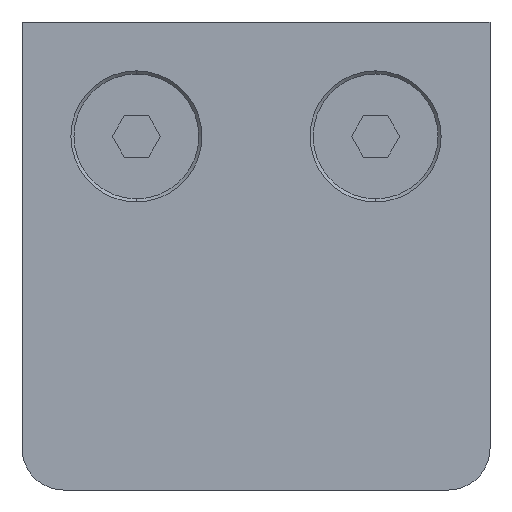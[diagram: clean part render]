
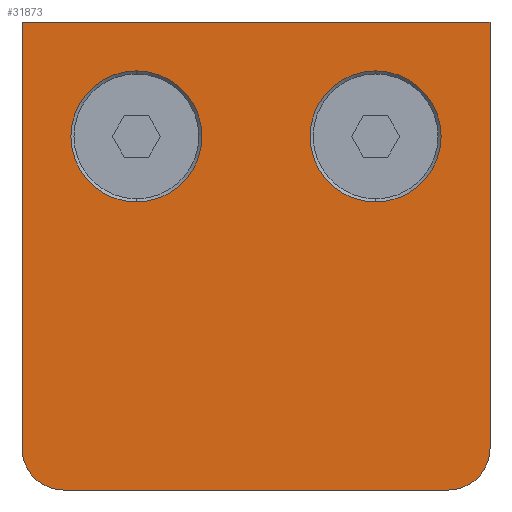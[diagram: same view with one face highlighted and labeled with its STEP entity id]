
A CAD part, front view. The second image highlights one B-rep face of the part: STEP entity #31873.
In plain terms, the highlighted planar face has unit normal (0, -1, 0).
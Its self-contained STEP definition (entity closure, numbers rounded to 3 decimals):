
#16 = VERTEX_POINT ( 'NONE', #10446 ) ;
#371 = EDGE_CURVE ( 'NONE', #32776, #11478, #20748, .T. ) ;
#711 = LINE ( 'NONE', #11124, #22468 ) ;
#1136 = CARTESIAN_POINT ( 'NONE',  ( 11.5, 0.5, -11. ) ) ;
#1258 = EDGE_CURVE ( 'NONE', #11478, #31075, #13299, .T. ) ;
#5782 = DIRECTION ( 'NONE',  ( 0., -1., 0. ) ) ;
#6109 = DIRECTION ( 'NONE',  ( 0., 0., -1. ) ) ;
#6214 = ORIENTED_EDGE ( 'NONE', *, *, #20360, .F. ) ;
#6421 = EDGE_CURVE ( 'NONE', #25874, #32776, #21050, .T. ) ;
#6862 = CIRCLE ( 'NONE', #7379, 6.3 ) ;
#6985 = VECTOR ( 'NONE', #13273, 1000. ) ;
#7178 = CARTESIAN_POINT ( 'NONE',  ( 22.5, 0.5, 0. ) ) ;
#7236 = LINE ( 'NONE', #32437, #31722 ) ;
#7264 = VERTEX_POINT ( 'NONE', #7178 ) ;
#7379 = AXIS2_PLACEMENT_3D ( 'NONE', #32128, #14372, #17022 ) ;
#7472 = DIRECTION ( 'NONE',  ( 0., 0., -1. ) ) ;
#7527 = CARTESIAN_POINT ( 'NONE',  ( -11.5, 0.5, -17.3 ) ) ;
#8280 = EDGE_LOOP ( 'NONE', ( #28878, #11125 ) ) ;
#8584 = CARTESIAN_POINT ( 'NONE',  ( -11.5, 0.5, -11. ) ) ;
#8643 = EDGE_CURVE ( 'NONE', #16, #22237, #8925, .T. ) ;
#8916 = DIRECTION ( 'NONE',  ( 0., -1., 0. ) ) ;
#8925 = CIRCLE ( 'NONE', #27451, 6.3 ) ;
#9095 = CARTESIAN_POINT ( 'NONE',  ( 11.5, 0.5, -17.3 ) ) ;
#9630 = DIRECTION ( 'NONE',  ( 0., 0., -1. ) ) ;
#10024 = AXIS2_PLACEMENT_3D ( 'NONE', #32501, #25173, #7472 ) ;
#10446 = CARTESIAN_POINT ( 'NONE',  ( -11.5, 0.5, -4.7 ) ) ;
#10671 = ORIENTED_EDGE ( 'NONE', *, *, #26051, .F. ) ;
#10695 = FACE_BOUND ( 'NONE', #13490, .T. ) ;
#10785 = VERTEX_POINT ( 'NONE', #17961 ) ;
#11124 = CARTESIAN_POINT ( 'NONE',  ( 22.5, 0.5, 0. ) ) ;
#11125 = ORIENTED_EDGE ( 'NONE', *, *, #8643, .F. ) ;
#11325 = AXIS2_PLACEMENT_3D ( 'NONE', #24374, #14274, #9630 ) ;
#11430 = CARTESIAN_POINT ( 'NONE',  ( 18.5, 0.5, -45. ) ) ;
#11478 = VERTEX_POINT ( 'NONE', #25182 ) ;
#12152 = AXIS2_PLACEMENT_3D ( 'NONE', #1136, #5782, #16022 ) ;
#12427 = FACE_OUTER_BOUND ( 'NONE', #19174, .T. ) ;
#12455 = CIRCLE ( 'NONE', #28850, 6.3 ) ;
#13273 = DIRECTION ( 'NONE',  ( -1., 0., 0. ) ) ;
#13299 = LINE ( 'NONE', #30881, #25454 ) ;
#13490 = EDGE_LOOP ( 'NONE', ( #10671, #22788 ) ) ;
#13710 = EDGE_CURVE ( 'NONE', #27194, #25874, #24032, .T. ) ;
#14274 = DIRECTION ( 'NONE',  ( 0., 1., 0. ) ) ;
#14372 = DIRECTION ( 'NONE',  ( 0., -1., 0. ) ) ;
#14450 = EDGE_CURVE ( 'NONE', #7264, #27194, #711, .T. ) ;
#15073 = PLANE ( 'NONE',  #10024 ) ;
#15566 = CARTESIAN_POINT ( 'NONE',  ( -18.5, 0.5, -41. ) ) ;
#16022 = DIRECTION ( 'NONE',  ( 0., 0., -1. ) ) ;
#17022 = DIRECTION ( 'NONE',  ( 0., 0., -1. ) ) ;
#17961 = CARTESIAN_POINT ( 'NONE',  ( 11.5, 0.5, -4.7 ) ) ;
#19006 = DIRECTION ( 'NONE',  ( 0., 0., -1. ) ) ;
#19174 = EDGE_LOOP ( 'NONE', ( #21734, #23115, #30766, #23271, #27262, #6214 ) ) ;
#19626 = CARTESIAN_POINT ( 'NONE',  ( 22.5, 0.5, -41. ) ) ;
#20045 = VERTEX_POINT ( 'NONE', #9095 ) ;
#20293 = DIRECTION ( 'NONE',  ( 1., 0., 0. ) ) ;
#20360 = EDGE_CURVE ( 'NONE', #31075, #7264, #7236, .T. ) ;
#20748 = CIRCLE ( 'NONE', #32418, 4. ) ;
#20879 = CARTESIAN_POINT ( 'NONE',  ( -18.5, 0.5, -45. ) ) ;
#20955 = EDGE_CURVE ( 'NONE', #10785, #20045, #32296, .T. ) ;
#21050 = LINE ( 'NONE', #20879, #6985 ) ;
#21734 = ORIENTED_EDGE ( 'NONE', *, *, #1258, .F. ) ;
#22237 = VERTEX_POINT ( 'NONE', #7527 ) ;
#22468 = VECTOR ( 'NONE', #31369, 1000. ) ;
#22788 = ORIENTED_EDGE ( 'NONE', *, *, #20955, .F. ) ;
#23115 = ORIENTED_EDGE ( 'NONE', *, *, #371, .F. ) ;
#23201 = DIRECTION ( 'NONE',  ( 0., 1., 0. ) ) ;
#23271 = ORIENTED_EDGE ( 'NONE', *, *, #13710, .F. ) ;
#23992 = CARTESIAN_POINT ( 'NONE',  ( -11.5, 0.5, -11. ) ) ;
#24032 = CIRCLE ( 'NONE', #11325, 4. ) ;
#24067 = EDGE_CURVE ( 'NONE', #22237, #16, #12455, .T. ) ;
#24374 = CARTESIAN_POINT ( 'NONE',  ( 18.5, 0.5, -41. ) ) ;
#25173 = DIRECTION ( 'NONE',  ( 0., -1., 0. ) ) ;
#25182 = CARTESIAN_POINT ( 'NONE',  ( -22.5, 0.5, -41. ) ) ;
#25454 = VECTOR ( 'NONE', #28374, 1000. ) ;
#25779 = FACE_BOUND ( 'NONE', #8280, .T. ) ;
#25874 = VERTEX_POINT ( 'NONE', #11430 ) ;
#26051 = EDGE_CURVE ( 'NONE', #20045, #10785, #6862, .T. ) ;
#27194 = VERTEX_POINT ( 'NONE', #19626 ) ;
#27262 = ORIENTED_EDGE ( 'NONE', *, *, #14450, .F. ) ;
#27451 = AXIS2_PLACEMENT_3D ( 'NONE', #23992, #8916, #19006 ) ;
#28374 = DIRECTION ( 'NONE',  ( 0., 0., 1. ) ) ;
#28603 = CARTESIAN_POINT ( 'NONE',  ( -22.5, 0.5, 0. ) ) ;
#28800 = DIRECTION ( 'NONE',  ( 0., -1., 0. ) ) ;
#28850 = AXIS2_PLACEMENT_3D ( 'NONE', #8584, #28800, #6109 ) ;
#28878 = ORIENTED_EDGE ( 'NONE', *, *, #24067, .F. ) ;
#30766 = ORIENTED_EDGE ( 'NONE', *, *, #6421, .F. ) ;
#30840 = DIRECTION ( 'NONE',  ( 0., 0., -1. ) ) ;
#30881 = CARTESIAN_POINT ( 'NONE',  ( -22.5, 0.5, 0. ) ) ;
#31075 = VERTEX_POINT ( 'NONE', #28603 ) ;
#31369 = DIRECTION ( 'NONE',  ( 0., 0., -1. ) ) ;
#31722 = VECTOR ( 'NONE', #20293, 1000. ) ;
#31801 = CARTESIAN_POINT ( 'NONE',  ( -18.5, 0.5, -45. ) ) ;
#31873 = ADVANCED_FACE ( 'NONE', ( #10695, #25779, #12427 ), #15073, .T. ) ;
#32128 = CARTESIAN_POINT ( 'NONE',  ( 11.5, 0.5, -11. ) ) ;
#32296 = CIRCLE ( 'NONE', #12152, 6.3 ) ;
#32418 = AXIS2_PLACEMENT_3D ( 'NONE', #15566, #23201, #30840 ) ;
#32437 = CARTESIAN_POINT ( 'NONE',  ( -22.5, 0.5, 0. ) ) ;
#32501 = CARTESIAN_POINT ( 'NONE',  ( -18.5, 0.5, -41. ) ) ;
#32776 = VERTEX_POINT ( 'NONE', #31801 ) ;
